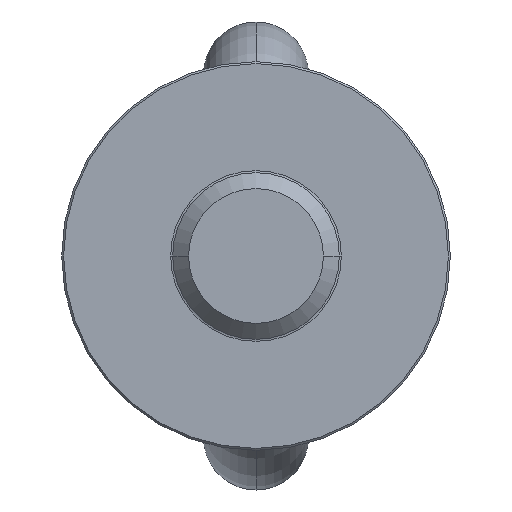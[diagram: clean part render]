
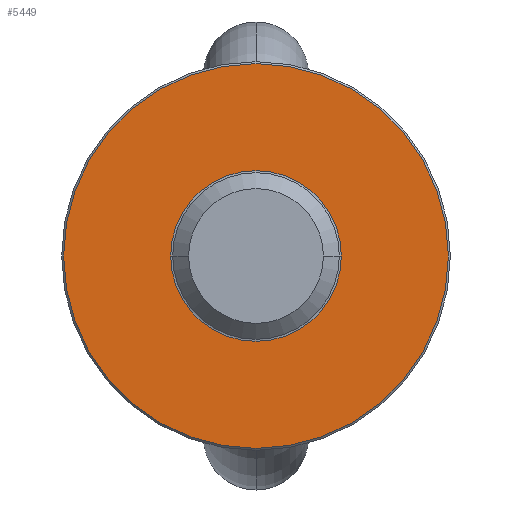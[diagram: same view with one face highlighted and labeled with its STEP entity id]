
A CAD part, front view. The second image highlights one B-rep face of the part: STEP entity #5449.
In plain terms, the highlighted planar face has unit normal (0, -1, 0).
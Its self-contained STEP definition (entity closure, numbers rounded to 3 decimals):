
#2=CARTESIAN_POINT('',(0.,0.,0.));
#3=DIRECTION('',(0.,-1.,0.));
#4=DIRECTION('',(1.,0.,0.));
#5=AXIS2_PLACEMENT_3D('',#2,#3,#4);
#7=CARTESIAN_POINT('',(0.,0.,0.));
#8=DIRECTION('',(0.,-1.,0.));
#9=DIRECTION('',(-1.,0.,0.));
#10=AXIS2_PLACEMENT_3D('',#7,#8,#9);
#12=CARTESIAN_POINT('',(0.,0.,0.));
#13=DIRECTION('',(0.,1.,0.));
#14=DIRECTION('',(1.,0.,0.));
#15=AXIS2_PLACEMENT_3D('',#12,#13,#14);
#30=CARTESIAN_POINT('',(0.,0.,0.));
#31=DIRECTION('',(0.,1.,0.));
#32=DIRECTION('',(-1.,0.,0.));
#33=AXIS2_PLACEMENT_3D('',#30,#31,#32);
#4176=CARTESIAN_POINT('',(21.514,0.,0.));
#4177=CARTESIAN_POINT('',(-21.514,0.,0.));
#4178=VERTEX_POINT('',#4176);
#4179=VERTEX_POINT('',#4177);
#4192=CARTESIAN_POINT('',(-48.5,0.,0.));
#4193=CARTESIAN_POINT('',(48.5,0.,0.));
#4194=VERTEX_POINT('',#4192);
#4195=VERTEX_POINT('',#4193);
#5432=CARTESIAN_POINT('',(0.,0.,0.));
#5433=DIRECTION('',(0.,1.,0.));
#5434=DIRECTION('',(1.,0.,0.));
#5435=AXIS2_PLACEMENT_3D('',#5432,#5433,#5434);
#5436=PLANE('',#5435);
#5438=ORIENTED_EDGE('',*,*,#5437,.T.);
#5440=ORIENTED_EDGE('',*,*,#5439,.T.);
#5441=EDGE_LOOP('',(#5438,#5440));
#5442=FACE_OUTER_BOUND('',#5441,.F.);
#5444=ORIENTED_EDGE('',*,*,#5443,.T.);
#5446=ORIENTED_EDGE('',*,*,#5445,.T.);
#5447=EDGE_LOOP('',(#5444,#5446));
#5448=FACE_BOUND('',#5447,.F.);
#5449=ADVANCED_FACE('',(#5442,#5448),#5436,.F.);
#6=CIRCLE('',#5,21.514);
#11=CIRCLE('',#10,21.514);
#16=CIRCLE('',#15,48.5);
#34=CIRCLE('',#33,48.5);
#5437=EDGE_CURVE('',#4195,#4194,#16,.T.);
#5439=EDGE_CURVE('',#4194,#4195,#34,.T.);
#5443=EDGE_CURVE('',#4178,#4179,#6,.T.);
#5445=EDGE_CURVE('',#4179,#4178,#11,.T.);
